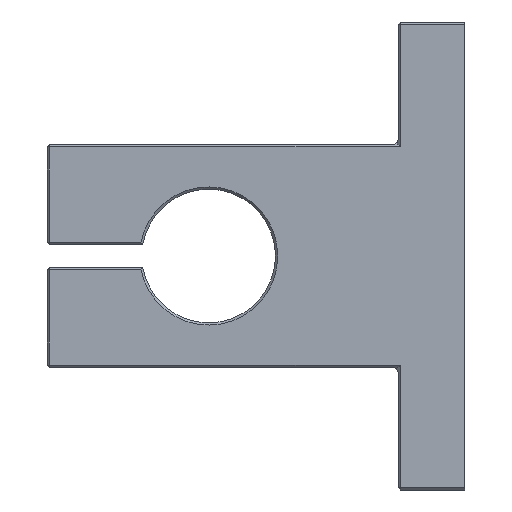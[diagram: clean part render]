
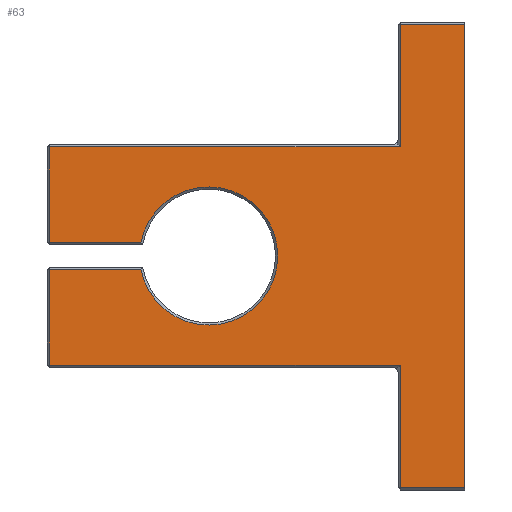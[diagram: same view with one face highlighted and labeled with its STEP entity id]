
A CAD part, left-side view. The second image highlights one B-rep face of the part: STEP entity #63.
In plain terms, the highlighted planar face has unit normal (-1, 0, 0).
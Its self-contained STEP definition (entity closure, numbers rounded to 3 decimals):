
#63 = ADVANCED_FACE ( 'NONE', ( #1264 ), #1471, .F. ) ;
#86 = LINE ( 'NONE', #416, #87 ) ;
#87 = VECTOR ( 'NONE', #418, 1000. ) ;
#88 = LINE ( 'NONE', #419, #89 ) ;
#89 = VECTOR ( 'NONE', #421, 1000. ) ;
#92 = CIRCLE ( 'NONE', #908, 6.2 ) ;
#232 = CARTESIAN_POINT ( 'NONE',  ( -7., 0., -20.8 ) ) ;
#236 = CARTESIAN_POINT ( 'NONE',  ( -7., 5.8, -20.8 ) ) ;
#237 = CARTESIAN_POINT ( 'NONE',  ( -7., 5.8, -9.8 ) ) ;
#240 = CARTESIAN_POINT ( 'NONE',  ( -7., 37.3, 9.8 ) ) ;
#241 = CARTESIAN_POINT ( 'NONE',  ( -7., 5.8, 9.8 ) ) ;
#245 = CARTESIAN_POINT ( 'NONE',  ( -7., 29.083, 1.2 ) ) ;
#250 = CARTESIAN_POINT ( 'NONE',  ( -7., 37.3, -9.8 ) ) ;
#259 = CARTESIAN_POINT ( 'NONE',  ( -7., 5.8, 20.8 ) ) ;
#273 = CARTESIAN_POINT ( 'NONE',  ( -7., 29.083, -1.2 ) ) ;
#274 = CARTESIAN_POINT ( 'NONE',  ( -7., 37.3, -1.2 ) ) ;
#278 = CARTESIAN_POINT ( 'NONE',  ( -7., 37.3, 1.2 ) ) ;
#306 = CARTESIAN_POINT ( 'NONE',  ( -7., 0., 20.8 ) ) ;
#341 = DIRECTION ( 'NONE',  ( 0., 0., -1. ) ) ;
#362 = CARTESIAN_POINT ( 'NONE',  ( -7., 37.3, 1. ) ) ;
#368 = DIRECTION ( 'NONE',  ( 0., 1., 0. ) ) ;
#369 = CARTESIAN_POINT ( 'NONE',  ( -7., 37.5, 9.8 ) ) ;
#378 = CARTESIAN_POINT ( 'NONE',  ( -7., 0., -20.8 ) ) ;
#385 = CARTESIAN_POINT ( 'NONE',  ( -7., 37.5, -1.2 ) ) ;
#389 = CARTESIAN_POINT ( 'NONE',  ( -7., 23., 0. ) ) ;
#416 = CARTESIAN_POINT ( 'NONE',  ( -7., 37.3, -10. ) ) ;
#418 = DIRECTION ( 'NONE',  ( 0., 0., -1. ) ) ;
#419 = CARTESIAN_POINT ( 'NONE',  ( -7., 6., -9.8 ) ) ;
#421 = DIRECTION ( 'NONE',  ( 0., -1., 0. ) ) ;
#425 = DIRECTION ( 'NONE',  ( 1., 0., 0. ) ) ;
#426 = DIRECTION ( 'NONE',  ( 0., 0., -1. ) ) ;
#428 = DIRECTION ( 'NONE',  ( 0., -1., 0. ) ) ;
#439 = DIRECTION ( 'NONE',  ( 0., 1., 0. ) ) ;
#513 = EDGE_LOOP ( 'NONE', ( #605, #606, #608, #609, #610, #611, #612, #613, #614, #615, #616, #617 ) ) ;
#605 = ORIENTED_EDGE ( 'NONE', *, *, #995, .T. ) ;
#606 = ORIENTED_EDGE ( 'NONE', *, *, #1088, .T. ) ;
#608 = ORIENTED_EDGE ( 'NONE', *, *, #1015, .F. ) ;
#609 = ORIENTED_EDGE ( 'NONE', *, *, #1039, .T. ) ;
#610 = ORIENTED_EDGE ( 'NONE', *, *, #994, .T. ) ;
#611 = ORIENTED_EDGE ( 'NONE', *, *, #1066, .T. ) ;
#612 = ORIENTED_EDGE ( 'NONE', *, *, #1057, .T. ) ;
#613 = ORIENTED_EDGE ( 'NONE', *, *, #993, .T. ) ;
#614 = ORIENTED_EDGE ( 'NONE', *, *, #1105, .T. ) ;
#615 = ORIENTED_EDGE ( 'NONE', *, *, #1081, .T. ) ;
#616 = ORIENTED_EDGE ( 'NONE', *, *, #1103, .T. ) ;
#617 = ORIENTED_EDGE ( 'NONE', *, *, #1104, .T. ) ;
#833 = VECTOR ( 'NONE', #439, 1000. ) ;
#853 = LINE ( 'NONE', #385, #833 ) ;
#859 = VECTOR ( 'NONE', #368, 1000. ) ;
#860 = LINE ( 'NONE', #369, #859 ) ;
#861 = LINE ( 'NONE', #378, #1129 ) ;
#876 = LINE ( 'NONE', #362, #879 ) ;
#879 = VECTOR ( 'NONE', #341, 1000. ) ;
#908 = AXIS2_PLACEMENT_3D ( 'NONE', #389, #425, #426 ) ;
#929 = AXIS2_PLACEMENT_3D ( 'NONE', #1492, #1749, #1648 ) ;
#993 = EDGE_CURVE ( 'NONE', #1402, #1456, #1243, .T. ) ;
#994 = EDGE_CURVE ( 'NONE', #1442, #1460, #1292, .T. ) ;
#995 = EDGE_CURVE ( 'NONE', #1464, #1465, #1163, .T. ) ;
#1015 = EDGE_CURVE ( 'NONE', #1316, #1469, #1197, .T. ) ;
#1039 = EDGE_CURVE ( 'NONE', #1316, #1442, #1183, .T. ) ;
#1057 = EDGE_CURVE ( 'NONE', #1461, #1402, #876, .T. ) ;
#1066 = EDGE_CURVE ( 'NONE', #1460, #1461, #860, .T. ) ;
#1081 = EDGE_CURVE ( 'NONE', #1375, #1372, #853, .T. ) ;
#1088 = EDGE_CURVE ( 'NONE', #1465, #1469, #861, .T. ) ;
#1103 = EDGE_CURVE ( 'NONE', #1372, #1451, #86, .T. ) ;
#1104 = EDGE_CURVE ( 'NONE', #1451, #1464, #88, .T. ) ;
#1105 = EDGE_CURVE ( 'NONE', #1456, #1375, #92, .T. ) ;
#1129 = VECTOR ( 'NONE', #428, 1000. ) ;
#1158 = VECTOR ( 'NONE', #1736, 1000. ) ;
#1163 = LINE ( 'NONE', #1589, #1177 ) ;
#1177 = VECTOR ( 'NONE', #1426, 1000. ) ;
#1181 = VECTOR ( 'NONE', #1690, 1000. ) ;
#1183 = LINE ( 'NONE', #1649, #1181 ) ;
#1197 = LINE ( 'NONE', #1670, #1158 ) ;
#1221 = VECTOR ( 'NONE', #1488, 1000. ) ;
#1237 = VECTOR ( 'NONE', #1619, 1000. ) ;
#1243 = LINE ( 'NONE', #1354, #1221 ) ;
#1264 = FACE_OUTER_BOUND ( 'NONE', #513, .T. ) ;
#1292 = LINE ( 'NONE', #1335, #1237 ) ;
#1316 = VERTEX_POINT ( 'NONE', #306 ) ;
#1335 = CARTESIAN_POINT ( 'NONE',  ( -7., 5.8, 10. ) ) ;
#1354 = CARTESIAN_POINT ( 'NONE',  ( -7., 28.916, 1.2 ) ) ;
#1372 = VERTEX_POINT ( 'NONE', #274 ) ;
#1375 = VERTEX_POINT ( 'NONE', #273 ) ;
#1402 = VERTEX_POINT ( 'NONE', #278 ) ;
#1426 = DIRECTION ( 'NONE',  ( 0., 0., -1. ) ) ;
#1442 = VERTEX_POINT ( 'NONE', #259 ) ;
#1451 = VERTEX_POINT ( 'NONE', #250 ) ;
#1456 = VERTEX_POINT ( 'NONE', #245 ) ;
#1460 = VERTEX_POINT ( 'NONE', #241 ) ;
#1461 = VERTEX_POINT ( 'NONE', #240 ) ;
#1464 = VERTEX_POINT ( 'NONE', #237 ) ;
#1465 = VERTEX_POINT ( 'NONE', #236 ) ;
#1469 = VERTEX_POINT ( 'NONE', #232 ) ;
#1471 = PLANE ( 'NONE',  #929 ) ;
#1488 = DIRECTION ( 'NONE',  ( 0., -1., 0. ) ) ;
#1492 = CARTESIAN_POINT ( 'NONE',  ( -7., 23., 0. ) ) ;
#1589 = CARTESIAN_POINT ( 'NONE',  ( -7., 5.8, -21. ) ) ;
#1619 = DIRECTION ( 'NONE',  ( 0., 0., -1. ) ) ;
#1648 = DIRECTION ( 'NONE',  ( 0., 0., -1. ) ) ;
#1649 = CARTESIAN_POINT ( 'NONE',  ( -7., 6., 20.8 ) ) ;
#1670 = CARTESIAN_POINT ( 'NONE',  ( -7., 0., 21. ) ) ;
#1690 = DIRECTION ( 'NONE',  ( 0., 1., 0. ) ) ;
#1736 = DIRECTION ( 'NONE',  ( 0., 0., -1. ) ) ;
#1749 = DIRECTION ( 'NONE',  ( 1., 0., 0. ) ) ;
